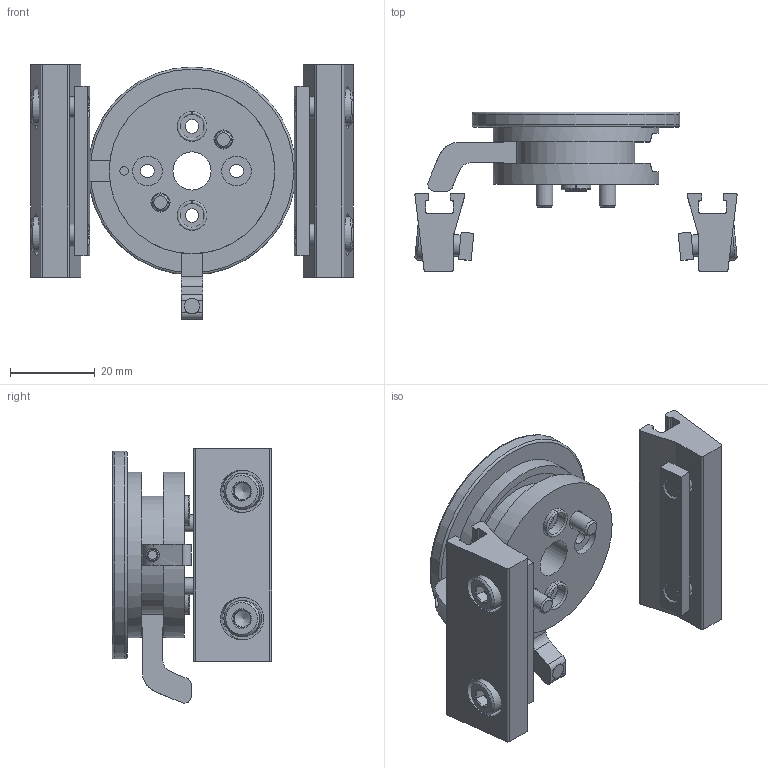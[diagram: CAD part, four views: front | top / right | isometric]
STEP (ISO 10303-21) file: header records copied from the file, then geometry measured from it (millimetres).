
FILE_DESCRIPTION(/* description */ ('STEP AP214'),/* implementation_level */ '2;1');
FILE_NAME(/* name */ '1693008_DASI-Q11-16-A-KT',/* time_stamp */ '2024-08-14T17:26:57+02:00',/* author */ ('License CC BY-ND 4.0'),/* organization */ ('CADENAS'),/* preprocessor_version */ 'ST-DEVELOPER v19.3',/* originating_system */ 'PARTsolutions',/* authorisation */ ' ');
FILE_SCHEMA (('AUTOMOTIVE_DESIGN {1 0 10303 214 3 1 1}'));
Length unit declared in the file: millimetre
Products named in the file (8): 1693008 DASI-Q11-16-A-KT---(0); 1672611 DRRD-16_p; DIN-912 - M4x18(F); 8146544 ZBH-7-B; 1692969 DASI-Q11-16-A-SL; 1692983 DASI-Q11-16-A-SR_p; DIN-912 - M5x8(F); 187388 ZVB-8-24---(Nutenstein)
Assembly tree (15 placements, depth 2):
  1693008 DASI-Q11-16-A-KT---(0)
    1672611 DRRD-16_p
    DIN-912 - M4x18(F)  x2
    8146544 ZBH-7-B  x2
    1692969 DASI-Q11-16-A-SL  x2
    1692983 DASI-Q11-16-A-SR_p  x2
    DIN-912 - M5x8(F)  x4
    187388 ZVB-8-24---(Nutenstein)  x2
Bounding box: 75.95 x 37.6 x 59.91 mm (x, y, z)
Volume: 31846.4 mm3; surface area: 22535.7 mm2
Topology: 15 solids, 15 shells, 390 faces, 861 edges, 524 vertices
Faces by surface type: plane 203, cylinder 99, cone 82, torus 6
Full cylindrical faces by diameter (mm): 2 x2, 3.2 x2, 3.242 x4, 3.7 x2, 4 x4, 4.134 x4, 4.5 x2, 5 x4, 6 x4, 7 x10, 7.5 x2, 8.5 x4, 9 x1, 10 x4, 27.8 x1, 39 x2, 49 x1
Entity records: 5618 total; most frequent: CARTESIAN_POINT 963, DIRECTION 926, ORIENTED_EDGE 736, AXIS2_PLACEMENT_3D 375, EDGE_CURVE 368, FACE_BOUND 298, EDGE_LOOP 296, VERTEX_POINT 264
